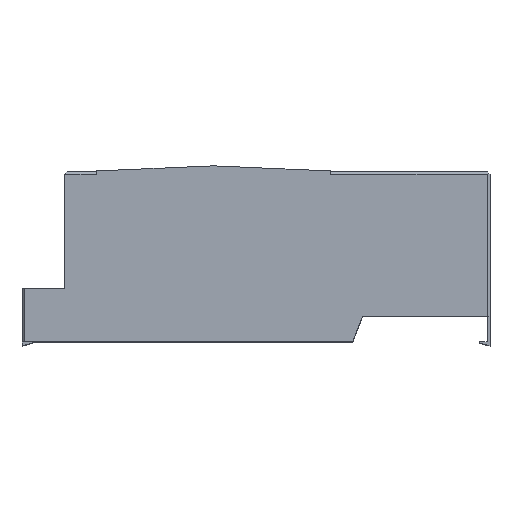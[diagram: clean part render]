
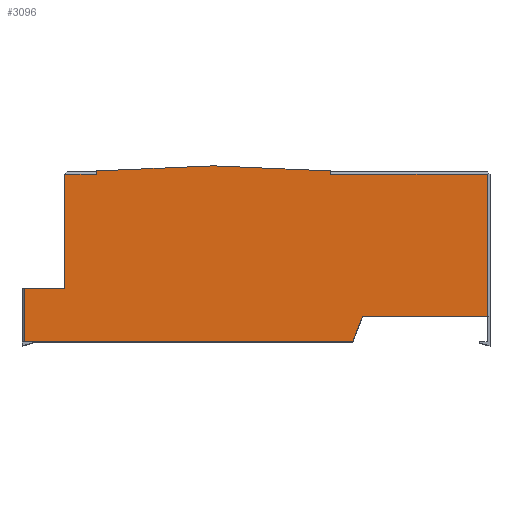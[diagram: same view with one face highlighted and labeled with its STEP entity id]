
A CAD part, top view. The second image highlights one B-rep face of the part: STEP entity #3096.
In plain terms, the highlighted planar face has unit normal (0, 0, 1).
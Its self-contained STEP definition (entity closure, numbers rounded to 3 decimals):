
#1189=CARTESIAN_POINT('POINT83',(-10.,7.88,6.5));
#1190=VERTEX_POINT('VERTEX83',#1189);
#2431=CARTESIAN_POINT('POINT158',(-8.5,8.08,6.5));
#2432=VERTEX_POINT('VERTEX158',#2431);
#2439=CARTESIAN_POINT('POINT159',(-7.5,8.08,
   6.5));
#2440=VERTEX_POINT('VERTEX159',#2439);
#2441=CARTESIAN_POINT('POS303',(-8.5,8.08,6.5));
#2442=DIRECTION('DIR393',(1.,0.,0.));
#2443=VECTOR('VEC213',#2442,1.);
#2444=LINE('STRAIGHT213',#2441,#2443);
#2445=EDGE_CURVE('EDGE231',#2432,#2440,#2444,.T.);
#2464=CARTESIAN_POINT('POINT160',(-3.,
   8.276,6.5));
#2465=VERTEX_POINT('VERTEX160',#2464);
#2466=CARTESIAN_POINT('POS306',(-7.5,8.08,
   6.5));
#2467=DIRECTION('DIR397',(0.999,0.044,
   0.));
#2468=VECTOR('VEC215',#2467,1.);
#2469=LINE('STRAIGHT215',#2466,#2468);
#2470=EDGE_CURVE('EDGE233',#2440,#2465,#2469,.T.);
#2488=CARTESIAN_POINT('POINT161',(1.5,8.08,6.5));
#2489=VERTEX_POINT('VERTEX161',#2488);
#2490=CARTESIAN_POINT('POS309',(-3.,
   8.276,6.5));
#2491=DIRECTION('DIR401',(0.999,-0.044,
   0.));
#2492=VECTOR('VEC217',#2491,1.);
#2493=LINE('STRAIGHT217',#2490,#2492);
#2494=EDGE_CURVE('EDGE235',#2465,#2489,#2493,.T.);
#2512=CARTESIAN_POINT('POINT162',(4.003,1.2,6.5)
   );
#2513=VERTEX_POINT('VERTEX162',#2512);
#2531=CARTESIAN_POINT('POINT164',(9.88,1.2,
   6.5));
#2532=VERTEX_POINT('VERTEX164',#2531);
#2539=CARTESIAN_POINT('POS315',(4.003,1.2,6.5));
#2540=DIRECTION('DIR408',(1.,0.,0.));
#2541=VECTOR('VEC222',#2540,1.);
#2542=LINE('STRAIGHT222',#2539,#2541);
#2543=EDGE_CURVE('EDGE240',#2513,#2532,#2542,.T.);
#2555=CARTESIAN_POINT('POINT165',(3.545,
   0.,6.5));
#2556=VERTEX_POINT('VERTEX165',#2555);
#2557=CARTESIAN_POINT('POS317',(3.545,
   0.,6.5));
#2558=DIRECTION('DIR411',(0.357,0.934,
   0.));
#2559=VECTOR('VEC223',#2558,1.);
#2560=LINE('STRAIGHT223',#2557,#2559);
#2561=EDGE_CURVE('EDGE241',#2556,#2513,#2560,.T.);
#2578=CARTESIAN_POINT('POINT166',(-11.88,0.,6.5));
#2579=VERTEX_POINT('VERTEX166',#2578);
#2580=CARTESIAN_POINT('POS320',(-11.88,0.,6.5));
#2581=DIRECTION('DIR415',(1.,0.,0.));
#2582=VECTOR('VEC225',#2581,1.);
#2583=LINE('STRAIGHT225',#2580,#2582);
#2584=EDGE_CURVE('EDGE243',#2579,#2556,#2583,.T.);
#2608=CARTESIAN_POINT('POINT167',(-11.88,2.5,6.5));
#2609=VERTEX_POINT('VERTEX167',#2608);
#2618=CARTESIAN_POINT('POS324',(-11.88,2.5,6.5));
#2619=DIRECTION('DIR420',(0.,-1.,0.));
#2620=VECTOR('VEC228',#2619,1.);
#2621=LINE('STRAIGHT228',#2618,#2620);
#2622=EDGE_CURVE('EDGE246',#2609,#2579,#2621,.T.);
#2652=CARTESIAN_POINT('POINT169',(-10.,2.5,6.5));
#2653=VERTEX_POINT('VERTEX169',#2652);
#2654=CARTESIAN_POINT('POS328',(-10.,2.5,6.5));
#2655=DIRECTION('DIR425',(-1.,0.,0.));
#2656=VECTOR('VEC231',#2655,1.);
#2657=LINE('STRAIGHT231',#2654,#2656);
#2658=EDGE_CURVE('EDGE249',#2653,#2609,#2657,.T.);
#2682=CARTESIAN_POINT('POS331',(-10.,7.88,6.5));
#2683=DIRECTION('DIR429',(0.,-1.,0.));
#2684=VECTOR('VEC233',#2683,1.);
#2685=LINE('STRAIGHT233',#2682,#2684);
#2686=EDGE_CURVE('EDGE251',#1190,#2653,#2685,.T.);
#2717=CARTESIAN_POINT('POINT170',(-8.5,7.88,6.5));
#2718=VERTEX_POINT('VERTEX170',#2717);
#2719=CARTESIAN_POINT('POS335',(-8.5,7.88,6.5));
#2720=DIRECTION('DIR434',(-1.,0.,0.));
#2721=VECTOR('VEC236',#2720,1.);
#2722=LINE('STRAIGHT236',#2719,#2721);
#2723=EDGE_CURVE('EDGE254',#2718,#1190,#2722,.T.);
#2741=CARTESIAN_POINT('POS338',(-8.5,7.88,6.5));
#2742=DIRECTION('DIR438',(0.,1.,0.));
#2743=VECTOR('VEC238',#2742,1.);
#2744=LINE('STRAIGHT238',#2741,#2743);
#2745=EDGE_CURVE('EDGE256',#2718,#2432,#2744,.T.);
#2885=CARTESIAN_POINT('POINT183',(2.5,8.08,6.5));
#2886=VERTEX_POINT('VERTEX183',#2885);
#2887=CARTESIAN_POINT('POS353',(1.5,8.08,6.5));
#2888=DIRECTION('DIR455',(1.,0.,0.));
#2889=VECTOR('VEC251',#2888,1.);
#2890=LINE('STRAIGHT251',#2887,#2889);
#2891=EDGE_CURVE('EDGE269',#2489,#2886,#2890,.T.);
#3038=CARTESIAN_POINT('POINT191',(9.88,7.88,6.5));
#3039=VERTEX_POINT('VERTEX191',#3038);
#3046=CARTESIAN_POINT('POS370',(9.88,7.88,
   6.5));
#3047=DIRECTION('DIR476',(0.,-1.,0.));
#3048=VECTOR('VEC264',#3047,1.);
#3049=LINE('STRAIGHT264',#3046,#3048);
#3050=EDGE_CURVE('EDGE282',#3039,#2532,#3049,.T.);
#3062=ORIENTED_EDGE('COEDGE532',*,*,#2745,.F.);
#3063=ORIENTED_EDGE('COEDGE533',*,*,#2723,.T.);
#3064=ORIENTED_EDGE('COEDGE534',*,*,#2686,.T.);
#3065=ORIENTED_EDGE('COEDGE535',*,*,#2658,.T.);
#3066=ORIENTED_EDGE('COEDGE536',*,*,#2622,.T.);
#3067=ORIENTED_EDGE('COEDGE537',*,*,#2584,.T.);
#3068=ORIENTED_EDGE('COEDGE538',*,*,#2561,.T.);
#3069=ORIENTED_EDGE('COEDGE539',*,*,#2543,.T.);
#3070=ORIENTED_EDGE('COEDGE540',*,*,#3050,.F.);
#3071=CARTESIAN_POINT('POINT192',(2.5,7.88,6.5));
#3072=VERTEX_POINT('VERTEX192',#3071);
#3073=CARTESIAN_POINT('POS372',(9.88,7.88,6.5));
#3074=DIRECTION('DIR479',(-1.,0.,0.));
#3075=VECTOR('VEC265',#3074,1.);
#3076=LINE('STRAIGHT265',#3073,#3075);
#3077=EDGE_CURVE('EDGE283',#3039,#3072,#3076,.T.);
#3078=ORIENTED_EDGE('COEDGE541',*,*,#3077,.T.);
#3079=CARTESIAN_POINT('POS373',(2.5,7.88,6.5));
#3080=DIRECTION('DIR480',(0.,1.,0.));
#3081=VECTOR('VEC266',#3080,1.);
#3082=LINE('STRAIGHT266',#3079,#3081);
#3083=EDGE_CURVE('EDGE284',#3072,#2886,#3082,.T.);
#3084=ORIENTED_EDGE('COEDGE542',*,*,#3083,.T.);
#3085=ORIENTED_EDGE('COEDGE543',*,*,#2891,.F.);
#3086=ORIENTED_EDGE('COEDGE544',*,*,#2494,.F.);
#3087=ORIENTED_EDGE('COEDGE545',*,*,#2470,.F.);
#3088=ORIENTED_EDGE('COEDGE546',*,*,#2445,.F.);
#3089=EDGE_LOOP('NONE',(#3062,#3063,#3064,#3065,#3066,#3067,#3068,#3069,
   #3070,#3078,#3084,#3085,#3086,#3087,#3088));
#3090=FACE_BOUND('LOOP1',#3089,.T.);
#3091=CARTESIAN_POINT('POS374',(-10.,0.,6.5));
#3092=DIRECTION('DIR481',(0.,0.,1.));
#3093=DIRECTION('DIR482',(1.,0.,0.));
#3094=AXIS2_PLACEMENT_3D('AXIS108',#3091,#3092,#3093);
#3095=PLANE('PLANE83',#3094);
#3096=ADVANCED_FACE('FACE90',(#3090),#3095,.T.);
